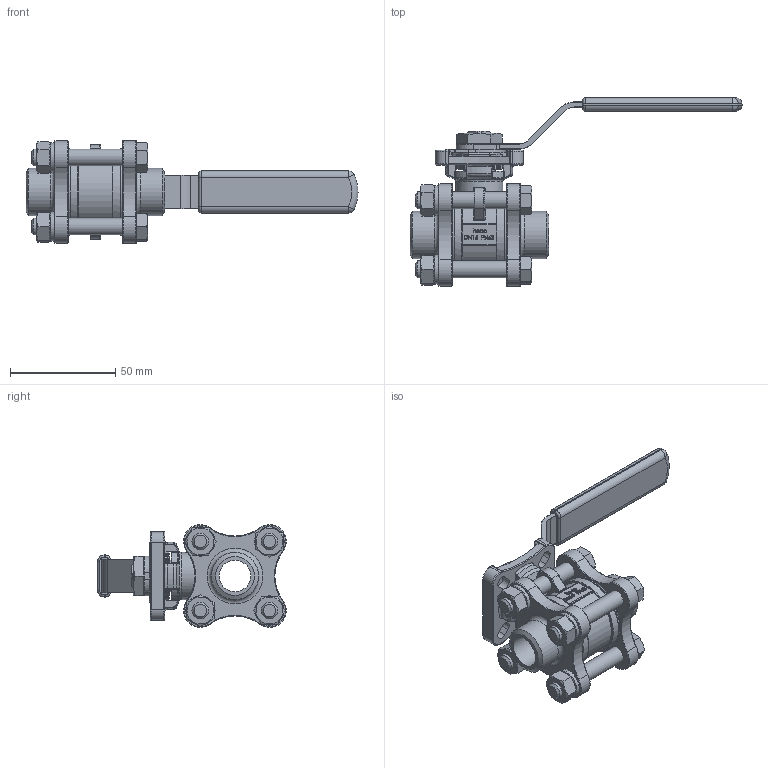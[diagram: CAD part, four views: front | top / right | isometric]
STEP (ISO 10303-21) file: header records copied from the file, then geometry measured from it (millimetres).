
FILE_DESCRIPTION (( 'STEP AP214' ), '1' );
FILE_NAME ('K3DA-012-0SS-4 Kugelhahn heco.STEP', '2014-11-27T08:53:08', ( 'test' ), ( '' ), 'SwSTEP 2.0', 'SolidWorks 2011', '' );
FILE_SCHEMA (( 'AUTOMOTIVE_DESIGN' ));
Length unit declared in the file: millimetre
Products named in the file (1): K3DA-012-0SS-4 Kugelhahn heco
Bounding box: 158 x 89.74 x 48.87 mm (x, y, z)
Volume: 93847.5 mm3; surface area: 37913.3 mm2
Topology: 1 solids, 5 shells, 1130 faces, 2876 edges, 1826 vertices
Faces by surface type: plane 445, bspline 313, cylinder 207, torus 133, cone 28, sphere 4
Full cylindrical faces by diameter (mm): 8 x8, 8.3 x10, 14 x4, 15 x2, 18 x1, 22.5 x3, 25 x2, 26 x1, 37 x4
Entity records: 61330 total; most frequent: CARTESIAN_POINT 23910, ORIENTED_EDGE 5558, DIRECTION 4362, EDGE_CURVE 2779, VERTEX_POINT 1801, AXIS2_PLACEMENT_3D 1515, VECTOR 1332, LINE 1332
